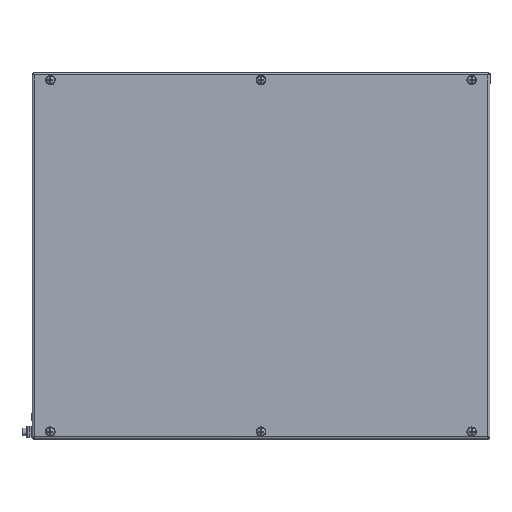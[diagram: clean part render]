
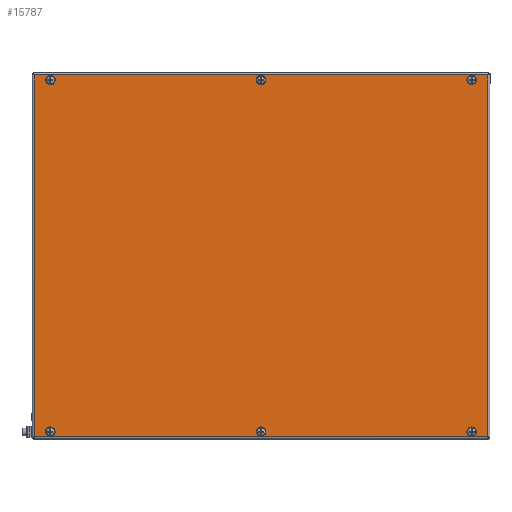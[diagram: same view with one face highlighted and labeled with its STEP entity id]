
A CAD part, top view. The second image highlights one B-rep face of the part: STEP entity #15787.
In plain terms, the highlighted face is planar.
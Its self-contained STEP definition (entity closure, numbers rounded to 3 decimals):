
#124 = CARTESIAN_POINT ( 'NONE',  ( -247.5, -198.743, 0. ) ) ;
#347 = CARTESIAN_POINT ( 'NONE',  ( 226., 192., 0. ) ) ;
#484 = EDGE_CURVE ( 'NONE', #15479, #15479, #11156, .T. ) ;
#688 = EDGE_CURVE ( 'NONE', #11483, #11483, #18519, .T. ) ;
#761 = AXIS2_PLACEMENT_3D ( 'NONE', #4650, #15163, #6148 ) ;
#973 = CIRCLE ( 'NONE', #761, 4. ) ;
#1179 = CARTESIAN_POINT ( 'NONE',  ( 247.5, 197.5, 0. ) ) ;
#1854 = FACE_BOUND ( 'NONE', #12361, .T. ) ;
#1962 = DIRECTION ( 'NONE',  ( 0., 0., -1. ) ) ;
#2261 = EDGE_LOOP ( 'NONE', ( #18524 ) ) ;
#2311 = EDGE_LOOP ( 'NONE', ( #9053, #11059, #15275, #12905 ) ) ;
#2926 = VECTOR ( 'NONE', #18955, 1000. ) ;
#2933 = DIRECTION ( 'NONE',  ( 0., 0., -1. ) ) ;
#3008 = VECTOR ( 'NONE', #12339, 1000. ) ;
#3012 = CARTESIAN_POINT ( 'NONE',  ( -226., 192., 0. ) ) ;
#3971 = VECTOR ( 'NONE', #6997, 1000. ) ;
#4211 = VERTEX_POINT ( 'NONE', #4693 ) ;
#4474 = EDGE_CURVE ( 'NONE', #18910, #19474, #4901, .T. ) ;
#4650 = CARTESIAN_POINT ( 'NONE',  ( 230., 192., 0. ) ) ;
#4660 = EDGE_CURVE ( 'NONE', #16164, #16164, #6063, .T. ) ;
#4693 = CARTESIAN_POINT ( 'NONE',  ( -247.5, 197.5, 0. ) ) ;
#4901 = LINE ( 'NONE', #5427, #3971 ) ;
#5379 = CARTESIAN_POINT ( 'NONE',  ( -250., 200., 0. ) ) ;
#5427 = CARTESIAN_POINT ( 'NONE',  ( 247.5, 198.743, 0. ) ) ;
#5750 = DIRECTION ( 'NONE',  ( 0., 0., -1. ) ) ;
#5892 = FACE_BOUND ( 'NONE', #6529, .T. ) ;
#6063 = CIRCLE ( 'NONE', #12412, 4. ) ;
#6123 = ORIENTED_EDGE ( 'NONE', *, *, #7328, .F. ) ;
#6148 = DIRECTION ( 'NONE',  ( -1., 0., 0. ) ) ;
#6176 = CARTESIAN_POINT ( 'NONE',  ( 234., -192., 0. ) ) ;
#6520 = DIRECTION ( 'NONE',  ( -1., 0., 0. ) ) ;
#6529 = EDGE_LOOP ( 'NONE', ( #18123 ) ) ;
#6997 = DIRECTION ( 'NONE',  ( 0., -1., 0. ) ) ;
#7002 = CARTESIAN_POINT ( 'NONE',  ( 247.5, -197.5, 0. ) ) ;
#7105 = EDGE_LOOP ( 'NONE', ( #10737 ) ) ;
#7328 = EDGE_CURVE ( 'NONE', #17631, #17631, #19126, .T. ) ;
#7399 = CARTESIAN_POINT ( 'NONE',  ( -234., -192., 0. ) ) ;
#7423 = EDGE_CURVE ( 'NONE', #13621, #13621, #16676, .T. ) ;
#7730 = VERTEX_POINT ( 'NONE', #16366 ) ;
#8053 = CARTESIAN_POINT ( 'NONE',  ( -230., -192., 0. ) ) ;
#8569 = DIRECTION ( 'NONE',  ( 0., 0., -1. ) ) ;
#8674 = AXIS2_PLACEMENT_3D ( 'NONE', #5379, #19029, #10000 ) ;
#8890 = EDGE_CURVE ( 'NONE', #7730, #4211, #15019, .T. ) ;
#9053 = ORIENTED_EDGE ( 'NONE', *, *, #17588, .T. ) ;
#9935 = AXIS2_PLACEMENT_3D ( 'NONE', #14791, #5750, #16277 ) ;
#9971 = LINE ( 'NONE', #11075, #17439 ) ;
#10000 = DIRECTION ( 'NONE',  ( 1., 0., 0. ) ) ;
#10737 = ORIENTED_EDGE ( 'NONE', *, *, #484, .F. ) ;
#10765 = EDGE_CURVE ( 'NONE', #4211, #18910, #10934, .T. ) ;
#10934 = LINE ( 'NONE', #11389, #2926 ) ;
#10999 = CARTESIAN_POINT ( 'NONE',  ( 230., -192., 0. ) ) ;
#11059 = ORIENTED_EDGE ( 'NONE', *, *, #8890, .T. ) ;
#11061 = ORIENTED_EDGE ( 'NONE', *, *, #4660, .F. ) ;
#11075 = CARTESIAN_POINT ( 'NONE',  ( 248.743, -197.5, 0. ) ) ;
#11156 = CIRCLE ( 'NONE', #18189, 4. ) ;
#11389 = CARTESIAN_POINT ( 'NONE',  ( -248.743, 197.5, 0. ) ) ;
#11394 = PLANE ( 'NONE',  #8674 ) ;
#11483 = VERTEX_POINT ( 'NONE', #7399 ) ;
#11952 = CARTESIAN_POINT ( 'NONE',  ( -230., 192., 0. ) ) ;
#12339 = DIRECTION ( 'NONE',  ( 0., 1., 0. ) ) ;
#12361 = EDGE_LOOP ( 'NONE', ( #11061 ) ) ;
#12412 = AXIS2_PLACEMENT_3D ( 'NONE', #11952, #2933, #13477 ) ;
#12524 = DIRECTION ( 'NONE',  ( 1., 0., 0. ) ) ;
#12905 = ORIENTED_EDGE ( 'NONE', *, *, #4474, .T. ) ;
#13371 = VERTEX_POINT ( 'NONE', #347 ) ;
#13423 = FACE_OUTER_BOUND ( 'NONE', #2311, .T. ) ;
#13477 = DIRECTION ( 'NONE',  ( 1., 0., 0. ) ) ;
#13621 = VERTEX_POINT ( 'NONE', #6176 ) ;
#13896 = FACE_BOUND ( 'NONE', #15715, .T. ) ;
#14094 = DIRECTION ( 'NONE',  ( -1., 0., 0. ) ) ;
#14377 = FACE_BOUND ( 'NONE', #7105, .T. ) ;
#14451 = EDGE_CURVE ( 'NONE', #13371, #13371, #973, .T. ) ;
#14791 = CARTESIAN_POINT ( 'NONE',  ( 0., -192., 0. ) ) ;
#15008 = EDGE_LOOP ( 'NONE', ( #17546 ) ) ;
#15019 = LINE ( 'NONE', #124, #3008 ) ;
#15163 = DIRECTION ( 'NONE',  ( 0., 0., -1. ) ) ;
#15183 = CARTESIAN_POINT ( 'NONE',  ( -4., -192., 0. ) ) ;
#15275 = ORIENTED_EDGE ( 'NONE', *, *, #10765, .T. ) ;
#15479 = VERTEX_POINT ( 'NONE', #16343 ) ;
#15715 = EDGE_LOOP ( 'NONE', ( #6123 ) ) ;
#15787 = ADVANCED_FACE ( 'NONE', ( #13896, #14377, #17926, #5892, #1854, #17416, #13423 ), #11394, .F. ) ;
#16164 = VERTEX_POINT ( 'NONE', #3012 ) ;
#16277 = DIRECTION ( 'NONE',  ( -1., 0., 0. ) ) ;
#16343 = CARTESIAN_POINT ( 'NONE',  ( -4., 192., 0. ) ) ;
#16366 = CARTESIAN_POINT ( 'NONE',  ( -247.5, -197.5, 0. ) ) ;
#16676 = CIRCLE ( 'NONE', #19033, 4. ) ;
#17002 = DIRECTION ( 'NONE',  ( 0., 0., -1. ) ) ;
#17416 = FACE_BOUND ( 'NONE', #2261, .T. ) ;
#17439 = VECTOR ( 'NONE', #14094, 1000. ) ;
#17540 = DIRECTION ( 'NONE',  ( -1., 0., 0. ) ) ;
#17546 = ORIENTED_EDGE ( 'NONE', *, *, #7423, .F. ) ;
#17588 = EDGE_CURVE ( 'NONE', #19474, #7730, #9971, .T. ) ;
#17631 = VERTEX_POINT ( 'NONE', #15183 ) ;
#17783 = AXIS2_PLACEMENT_3D ( 'NONE', #8053, #17002, #6520 ) ;
#17926 = FACE_BOUND ( 'NONE', #15008, .T. ) ;
#18123 = ORIENTED_EDGE ( 'NONE', *, *, #688, .F. ) ;
#18189 = AXIS2_PLACEMENT_3D ( 'NONE', #19125, #8569, #17540 ) ;
#18519 = CIRCLE ( 'NONE', #17783, 4. ) ;
#18524 = ORIENTED_EDGE ( 'NONE', *, *, #14451, .F. ) ;
#18910 = VERTEX_POINT ( 'NONE', #1179 ) ;
#18955 = DIRECTION ( 'NONE',  ( 1., 0., 0. ) ) ;
#19029 = DIRECTION ( 'NONE',  ( 0., 0., 1. ) ) ;
#19033 = AXIS2_PLACEMENT_3D ( 'NONE', #10999, #1962, #12524 ) ;
#19125 = CARTESIAN_POINT ( 'NONE',  ( 0., 192., 0. ) ) ;
#19126 = CIRCLE ( 'NONE', #9935, 4. ) ;
#19474 = VERTEX_POINT ( 'NONE', #7002 ) ;
